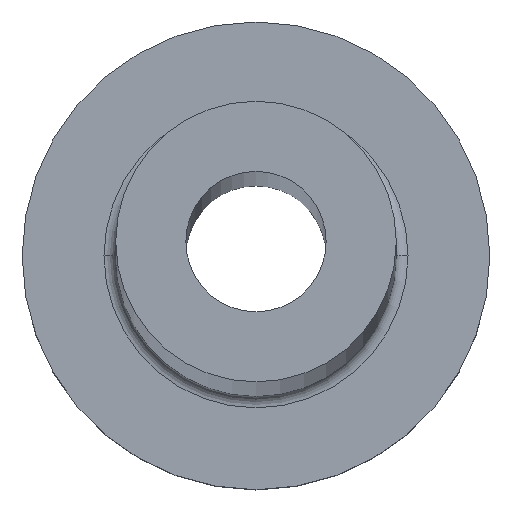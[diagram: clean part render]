
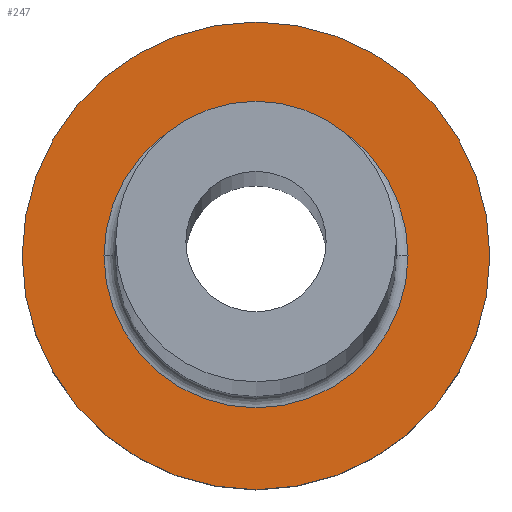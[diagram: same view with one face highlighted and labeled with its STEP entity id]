
A CAD part, top view. The second image highlights one B-rep face of the part: STEP entity #247.
In plain terms, the highlighted planar face has unit normal (0, 0, 1).
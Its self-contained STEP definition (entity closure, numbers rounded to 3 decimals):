
#1 = VERTEX_POINT ( 'NONE', #67 ) ;
#10 = AXIS2_PLACEMENT_3D ( 'NONE', #188, #216, #333 ) ;
#18 = DIRECTION ( 'NONE',  ( 0., 0., 1. ) ) ;
#33 = AXIS2_PLACEMENT_3D ( 'NONE', #166, #18, #201 ) ;
#38 = DIRECTION ( 'NONE',  ( 1., 0., 0. ) ) ;
#41 = FACE_OUTER_BOUND ( 'NONE', #337, .T. ) ;
#44 = CARTESIAN_POINT ( 'NONE',  ( 6.5, 0., 7. ) ) ;
#52 = AXIS2_PLACEMENT_3D ( 'NONE', #147, #354, #297 ) ;
#67 = CARTESIAN_POINT ( 'NONE',  ( -10., 0., 7. ) ) ;
#74 = CARTESIAN_POINT ( 'NONE',  ( -6.5, 0., 7. ) ) ;
#95 = DIRECTION ( 'NONE',  ( 0., 0., -1. ) ) ;
#108 = EDGE_CURVE ( 'NONE', #1, #172, #117, .T. ) ;
#117 = CIRCLE ( 'NONE', #33, 10. ) ;
#118 = AXIS2_PLACEMENT_3D ( 'NONE', #312, #311, #200 ) ;
#147 = CARTESIAN_POINT ( 'NONE',  ( 0., 0., 7. ) ) ;
#166 = CARTESIAN_POINT ( 'NONE',  ( 0., 0., 7. ) ) ;
#167 = EDGE_CURVE ( 'NONE', #328, #209, #371, .T. ) ;
#172 = VERTEX_POINT ( 'NONE', #357 ) ;
#188 = CARTESIAN_POINT ( 'NONE',  ( 0., 0., 7. ) ) ;
#198 = EDGE_CURVE ( 'NONE', #209, #328, #280, .T. ) ;
#200 = DIRECTION ( 'NONE',  ( 1., 0., 0. ) ) ;
#201 = DIRECTION ( 'NONE',  ( 1., 0., 0. ) ) ;
#202 = ORIENTED_EDGE ( 'NONE', *, *, #305, .T. ) ;
#209 = VERTEX_POINT ( 'NONE', #44 ) ;
#216 = DIRECTION ( 'NONE',  ( 0., 0., 1. ) ) ;
#217 = AXIS2_PLACEMENT_3D ( 'NONE', #380, #95, #38 ) ;
#224 = FACE_BOUND ( 'NONE', #300, .T. ) ;
#247 = ADVANCED_FACE ( 'NONE', ( #224, #41 ), #338, .T. ) ;
#278 = ORIENTED_EDGE ( 'NONE', *, *, #167, .T. ) ;
#280 = CIRCLE ( 'NONE', #217, 6.5 ) ;
#297 = DIRECTION ( 'NONE',  ( 1., 0., 0. ) ) ;
#300 = EDGE_LOOP ( 'NONE', ( #381, #278 ) ) ;
#305 = EDGE_CURVE ( 'NONE', #172, #1, #308, .T. ) ;
#308 = CIRCLE ( 'NONE', #118, 10. ) ;
#311 = DIRECTION ( 'NONE',  ( 0., 0., 1. ) ) ;
#312 = CARTESIAN_POINT ( 'NONE',  ( 0., 0., 7. ) ) ;
#328 = VERTEX_POINT ( 'NONE', #74 ) ;
#333 = DIRECTION ( 'NONE',  ( 1., 0., 0. ) ) ;
#337 = EDGE_LOOP ( 'NONE', ( #360, #202 ) ) ;
#338 = PLANE ( 'NONE',  #10 ) ;
#354 = DIRECTION ( 'NONE',  ( 0., 0., -1. ) ) ;
#357 = CARTESIAN_POINT ( 'NONE',  ( 10., 0., 7. ) ) ;
#360 = ORIENTED_EDGE ( 'NONE', *, *, #108, .T. ) ;
#371 = CIRCLE ( 'NONE', #52, 6.5 ) ;
#380 = CARTESIAN_POINT ( 'NONE',  ( 0., 0., 7. ) ) ;
#381 = ORIENTED_EDGE ( 'NONE', *, *, #198, .T. ) ;
